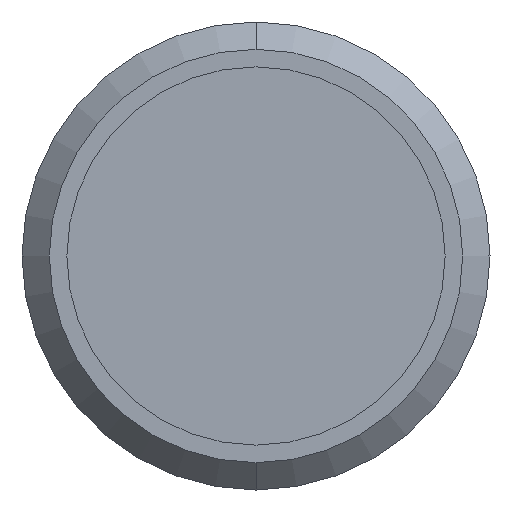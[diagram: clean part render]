
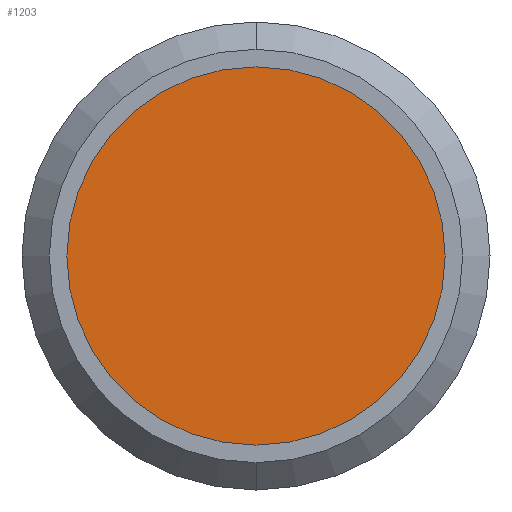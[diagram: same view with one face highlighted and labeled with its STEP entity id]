
A CAD part, front view. The second image highlights one B-rep face of the part: STEP entity #1203.
In plain terms, the highlighted planar face has unit normal (0, -1, 0).
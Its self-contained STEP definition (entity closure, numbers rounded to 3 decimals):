
#1203=ADVANCED_FACE('',(#2321),#2322,.T.);
#2321=FACE_OUTER_BOUND('',#3446,.T.);
#2322=PLANE('',#3447);
#3446=EDGE_LOOP('',(#6256,#6257));
#3447=AXIS2_PLACEMENT_3D('',#6258,#6259,#6260);
#6256=ORIENTED_EDGE('',*,*,#7307,.T.);
#6257=ORIENTED_EDGE('',*,*,#7320,.T.);
#6258=CARTESIAN_POINT('',(0.0,-0.01,2.425));
#6259=DIRECTION('',(0.0,-1.0,0.0));
#6260=DIRECTION('',(0.0,0.0,1.0));
#7307=EDGE_CURVE('',#8725,#8729,#8731,.T.);
#7320=EDGE_CURVE('',#8729,#8725,#8748,.T.);
#8725=VERTEX_POINT('',#10799);
#8729=VERTEX_POINT('',#10804);
#8731=CIRCLE('',#10807,4.85);
#8748=CIRCLE('',#10826,4.85);
#10799=CARTESIAN_POINT('',(0.0,-0.01,4.85));
#10804=CARTESIAN_POINT('',(0.,-0.01,-4.85));
#10807=AXIS2_PLACEMENT_3D('',#12208,#12209,#12210);
#10826=AXIS2_PLACEMENT_3D('',#12228,#12229,#12230);
#12208=CARTESIAN_POINT('',(0.0,-0.01,0.0));
#12209=DIRECTION('',(0.0,-1.0,0.0));
#12210=DIRECTION('',(0.0,0.0,1.0));
#12228=CARTESIAN_POINT('',(0.0,-0.01,0.0));
#12229=DIRECTION('',(0.0,-1.0,0.0));
#12230=DIRECTION('',(0.0,0.0,1.0));
